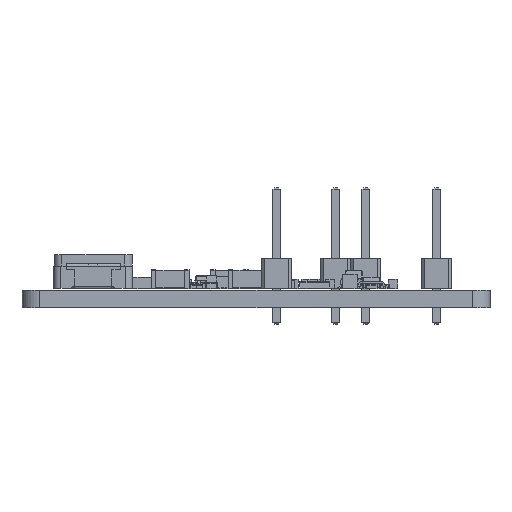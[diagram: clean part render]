
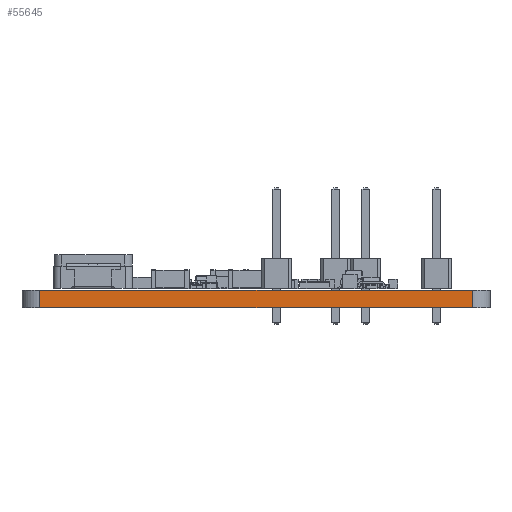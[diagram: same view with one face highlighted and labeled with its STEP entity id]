
A CAD part, left-side view. The second image highlights one B-rep face of the part: STEP entity #55645.
In plain terms, the highlighted planar face has unit normal (-1, 0, 0).
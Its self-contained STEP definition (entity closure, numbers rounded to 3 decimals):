
#54920 = VERTEX_POINT('',#54921);
#54921 = CARTESIAN_POINT('',(29.75,-147.5,0.));
#54928 = EDGE_CURVE('',#54929,#54920,#54931,.T.);
#54929 = VERTEX_POINT('',#54930);
#54930 = CARTESIAN_POINT('',(29.75,-184.,0.));
#54931 = LINE('',#54932,#54933);
#54932 = CARTESIAN_POINT('',(29.75,-184.,0.));
#54933 = VECTOR('',#54934,1.);
#54934 = DIRECTION('',(0.,1.,0.));
#55269 = VERTEX_POINT('',#55270);
#55270 = CARTESIAN_POINT('',(29.75,-147.5,1.48));
#55277 = EDGE_CURVE('',#55278,#55269,#55280,.T.);
#55278 = VERTEX_POINT('',#55279);
#55279 = CARTESIAN_POINT('',(29.75,-184.,1.48));
#55280 = LINE('',#55281,#55282);
#55281 = CARTESIAN_POINT('',(29.75,-184.,1.48));
#55282 = VECTOR('',#55283,1.);
#55283 = DIRECTION('',(0.,1.,0.));
#55615 = EDGE_CURVE('',#54920,#55269,#55616,.T.);
#55616 = LINE('',#55617,#55618);
#55617 = CARTESIAN_POINT('',(29.75,-147.5,0.));
#55618 = VECTOR('',#55619,1.);
#55619 = DIRECTION('',(0.,0.,1.));
#55645 = ADVANCED_FACE('',(#55646),#55657,.T.);
#55646 = FACE_BOUND('',#55647,.T.);
#55647 = EDGE_LOOP('',(#55648,#55654,#55655,#55656));
#55648 = ORIENTED_EDGE('',*,*,#55649,.T.);
#55649 = EDGE_CURVE('',#54929,#55278,#55650,.T.);
#55650 = LINE('',#55651,#55652);
#55651 = CARTESIAN_POINT('',(29.75,-184.,0.));
#55652 = VECTOR('',#55653,1.);
#55653 = DIRECTION('',(0.,0.,1.));
#55654 = ORIENTED_EDGE('',*,*,#55277,.T.);
#55655 = ORIENTED_EDGE('',*,*,#55615,.F.);
#55656 = ORIENTED_EDGE('',*,*,#54928,.F.);
#55657 = PLANE('',#55658);
#55658 = AXIS2_PLACEMENT_3D('',#55659,#55660,#55661);
#55659 = CARTESIAN_POINT('',(29.75,-184.,0.));
#55660 = DIRECTION('',(-1.,0.,0.));
#55661 = DIRECTION('',(0.,1.,0.));
